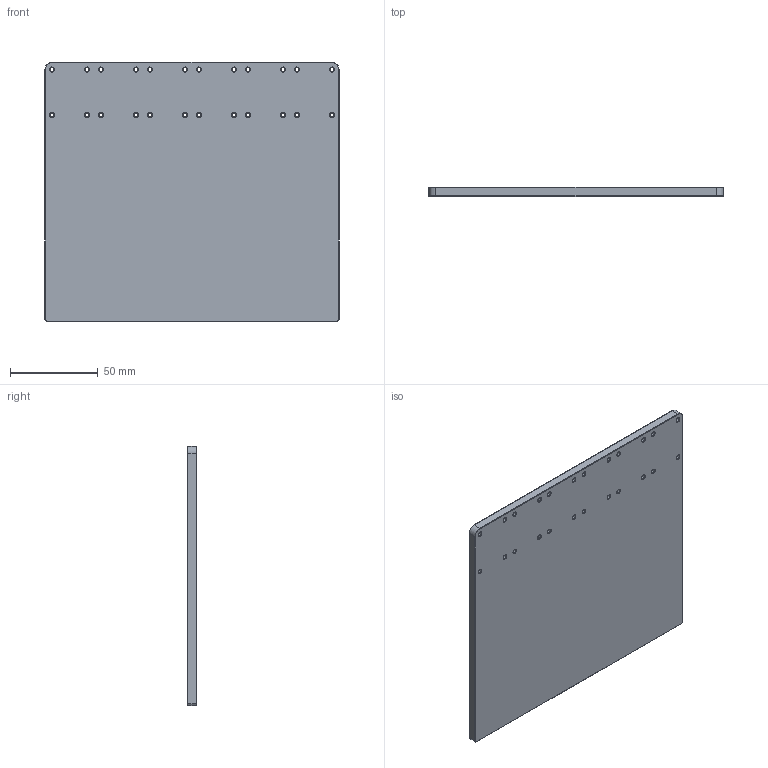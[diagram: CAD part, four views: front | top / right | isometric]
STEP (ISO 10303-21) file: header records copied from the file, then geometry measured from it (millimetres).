
FILE_DESCRIPTION(/* description */ (''),/* implementation_level */ '2;1');
FILE_NAME(/* name */ 'base 1660-1 cnc.step',/* time_stamp */ '2023-01-15T17:56:39+01:00',/* author */ (''),/* organization */ (''),/* preprocessor_version */ 'ST-DEVELOPER v19.2',/* originating_system */ 'Autodesk Translation Framework v11.17.0.187',/* authorisation */ '');
FILE_SCHEMA (('AUTOMOTIVE_DESIGN { 1 0 10303 214 3 1 1 }'));
Length unit declared in the file: millimetre
Products named in the file (1): Base Plate
Bounding box: 167.7 x 5 x 147.7 mm (x, y, z)
Volume: 109293.2 mm3; surface area: 55149.7 mm2
Topology: 1 solids, 1 shells, 296 faces, 728 edges, 440 vertices
Faces by surface type: cone 128, cylinder 100, plane 68
Full cylindrical faces by diameter (mm): 2.1 x24
Entity records: 8845 total; most frequent: DIRECTION 1674, CARTESIAN_POINT 1465, ORIENTED_EDGE 1456, EDGE_CURVE 728, AXIS2_PLACEMENT_3D 649, VERTEX_POINT 440, LINE 376, VECTOR 376
